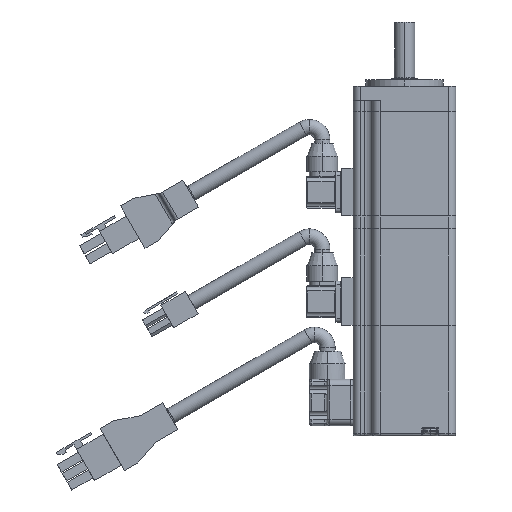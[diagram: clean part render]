
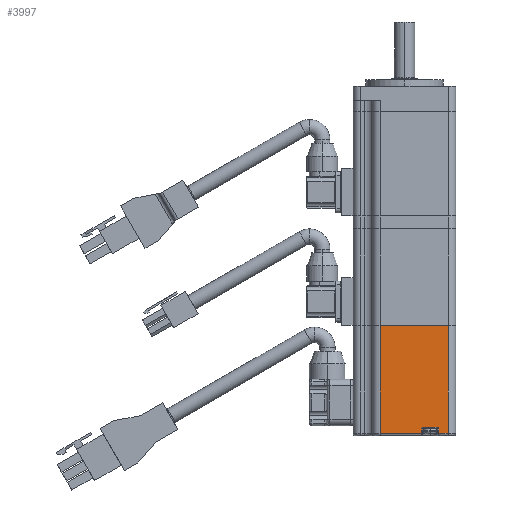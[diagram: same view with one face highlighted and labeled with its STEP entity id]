
A CAD part, left-side view. The second image highlights one B-rep face of the part: STEP entity #3997.
In plain terms, the highlighted planar face has unit normal (-1, 0, 0).
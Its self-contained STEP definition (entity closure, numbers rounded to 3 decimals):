
#21 = VERTEX_POINT ( 'NONE', #343 ) ;
#233 = DIRECTION ( 'NONE',  ( 0., 0., 1. ) ) ;
#328 = EDGE_LOOP ( 'NONE', ( #12545, #4273, #15267, #20990, #11934, #13427, #15307, #15603, #6875, #18286 ) ) ;
#343 = CARTESIAN_POINT ( 'NONE',  ( -20., -12.7, -39.7 ) ) ;
#349 = VECTOR ( 'NONE', #11287, 1000. ) ;
#416 = VECTOR ( 'NONE', #13264, 1000. ) ;
#1924 = VECTOR ( 'NONE', #233, 1000. ) ;
#2589 = AXIS2_PLACEMENT_3D ( 'NONE', #22312, #3186, #10848 ) ;
#3178 = DIRECTION ( 'NONE',  ( 0., 0., -1. ) ) ;
#3186 = DIRECTION ( 'NONE',  ( -1., 0., 0. ) ) ;
#3189 = VERTEX_POINT ( 'NONE', #4988 ) ;
#3273 = VECTOR ( 'NONE', #19339, 1000. ) ;
#3290 = CARTESIAN_POINT ( 'NONE',  ( -20., 9.5, -42. ) ) ;
#3862 = DIRECTION ( 'NONE',  ( -1., 0., 0. ) ) ;
#3997 = ADVANCED_FACE ( 'NONE', ( #9412 ), #12879, .T. ) ;
#4273 = ORIENTED_EDGE ( 'NONE', *, *, #5034, .T. ) ;
#4356 = CARTESIAN_POINT ( 'NONE',  ( -20., -7., -42. ) ) ;
#4478 = CIRCLE ( 'NONE', #12862, 0.6 ) ;
#4969 = LINE ( 'NONE', #20306, #21178 ) ;
#4988 = CARTESIAN_POINT ( 'NONE',  ( -20., -17., -42. ) ) ;
#5034 = EDGE_CURVE ( 'NONE', #19765, #19903, #20515, .T. ) ;
#5650 = VECTOR ( 'NONE', #20589, 1000. ) ;
#6514 = EDGE_CURVE ( 'NONE', #16391, #3189, #15374, .T. ) ;
#6875 = ORIENTED_EDGE ( 'NONE', *, *, #11447, .F. ) ;
#7145 = LINE ( 'NONE', #20701, #5650 ) ;
#7300 = CARTESIAN_POINT ( 'NONE',  ( -20., -7.3, -39.7 ) ) ;
#8155 = CARTESIAN_POINT ( 'NONE',  ( -20., -13.3, -42. ) ) ;
#8227 = CARTESIAN_POINT ( 'NONE',  ( -20., 20., 0. ) ) ;
#9357 = VECTOR ( 'NONE', #19660, 1000. ) ;
#9405 = VERTEX_POINT ( 'NONE', #7300 ) ;
#9412 = FACE_OUTER_BOUND ( 'NONE', #328, .T. ) ;
#9959 = VERTEX_POINT ( 'NONE', #19904 ) ;
#10437 = DIRECTION ( 'NONE',  ( -1., 0., 0. ) ) ;
#10848 = DIRECTION ( 'NONE',  ( 0., -1., 0. ) ) ;
#11275 = CARTESIAN_POINT ( 'NONE',  ( -20., -17., -43. ) ) ;
#11287 = DIRECTION ( 'NONE',  ( 0., 0., -1. ) ) ;
#11447 = EDGE_CURVE ( 'NONE', #15955, #9959, #19400, .T. ) ;
#11665 = EDGE_CURVE ( 'NONE', #22551, #21, #4478, .T. ) ;
#11934 = ORIENTED_EDGE ( 'NONE', *, *, #11665, .F. ) ;
#12446 = LINE ( 'NONE', #18880, #349 ) ;
#12545 = ORIENTED_EDGE ( 'NONE', *, *, #17651, .T. ) ;
#12598 = AXIS2_PLACEMENT_3D ( 'NONE', #13377, #3862, #18855 ) ;
#12862 = AXIS2_PLACEMENT_3D ( 'NONE', #14445, #10437, #22037 ) ;
#12879 = PLANE ( 'NONE',  #12598 ) ;
#13129 = LINE ( 'NONE', #11275, #416 ) ;
#13251 = CARTESIAN_POINT ( 'NONE',  ( -20., -17., -42. ) ) ;
#13264 = DIRECTION ( 'NONE',  ( 0., 0., 1. ) ) ;
#13377 = CARTESIAN_POINT ( 'NONE',  ( -20., 20., -43. ) ) ;
#13427 = ORIENTED_EDGE ( 'NONE', *, *, #24185, .T. ) ;
#13953 = VECTOR ( 'NONE', #15127, 1000. ) ;
#14254 = EDGE_CURVE ( 'NONE', #9405, #19903, #23751, .T. ) ;
#14445 = CARTESIAN_POINT ( 'NONE',  ( -20., -12.7, -40.3 ) ) ;
#14749 = VERTEX_POINT ( 'NONE', #3290 ) ;
#15127 = DIRECTION ( 'NONE',  ( 0., -1., 0. ) ) ;
#15267 = ORIENTED_EDGE ( 'NONE', *, *, #14254, .F. ) ;
#15307 = ORIENTED_EDGE ( 'NONE', *, *, #6514, .T. ) ;
#15374 = LINE ( 'NONE', #13251, #13953 ) ;
#15603 = ORIENTED_EDGE ( 'NONE', *, *, #22283, .T. ) ;
#15955 = VERTEX_POINT ( 'NONE', #21001 ) ;
#16391 = VERTEX_POINT ( 'NONE', #8155 ) ;
#16598 = CARTESIAN_POINT ( 'NONE',  ( -20., -6.7, -40.3 ) ) ;
#16907 = CARTESIAN_POINT ( 'NONE',  ( -20., -6.7, -40. ) ) ;
#17324 = CARTESIAN_POINT ( 'NONE',  ( -20., -13.3, -40.3 ) ) ;
#17651 = EDGE_CURVE ( 'NONE', #14749, #19765, #19579, .T. ) ;
#18286 = ORIENTED_EDGE ( 'NONE', *, *, #21382, .T. ) ;
#18855 = DIRECTION ( 'NONE',  ( 0., -1., 0. ) ) ;
#18880 = CARTESIAN_POINT ( 'NONE',  ( -20., -13.3, -42. ) ) ;
#19339 = DIRECTION ( 'NONE',  ( 0., -1., 0. ) ) ;
#19400 = LINE ( 'NONE', #8227, #9357 ) ;
#19579 = LINE ( 'NONE', #4356, #3273 ) ;
#19660 = DIRECTION ( 'NONE',  ( 0., -1., 0. ) ) ;
#19720 = CARTESIAN_POINT ( 'NONE',  ( -20., -6.7, -42. ) ) ;
#19765 = VERTEX_POINT ( 'NONE', #19720 ) ;
#19903 = VERTEX_POINT ( 'NONE', #16598 ) ;
#19904 = CARTESIAN_POINT ( 'NONE',  ( -20., -17., 0. ) ) ;
#20306 = CARTESIAN_POINT ( 'NONE',  ( -20., 9.5, -43. ) ) ;
#20515 = LINE ( 'NONE', #16907, #1924 ) ;
#20589 = DIRECTION ( 'NONE',  ( 0., -1., 0. ) ) ;
#20701 = CARTESIAN_POINT ( 'NONE',  ( -20., 20., -39.7 ) ) ;
#20990 = ORIENTED_EDGE ( 'NONE', *, *, #22591, .T. ) ;
#21001 = CARTESIAN_POINT ( 'NONE',  ( -20., 9.5, 0. ) ) ;
#21178 = VECTOR ( 'NONE', #3178, 1000. ) ;
#21382 = EDGE_CURVE ( 'NONE', #15955, #14749, #4969, .T. ) ;
#22037 = DIRECTION ( 'NONE',  ( 0., -1., 0. ) ) ;
#22283 = EDGE_CURVE ( 'NONE', #3189, #9959, #13129, .T. ) ;
#22312 = CARTESIAN_POINT ( 'NONE',  ( -20., -7.3, -40.3 ) ) ;
#22551 = VERTEX_POINT ( 'NONE', #17324 ) ;
#22591 = EDGE_CURVE ( 'NONE', #9405, #21, #7145, .T. ) ;
#23751 = CIRCLE ( 'NONE', #2589, 0.6 ) ;
#24185 = EDGE_CURVE ( 'NONE', #22551, #16391, #12446, .T. ) ;
